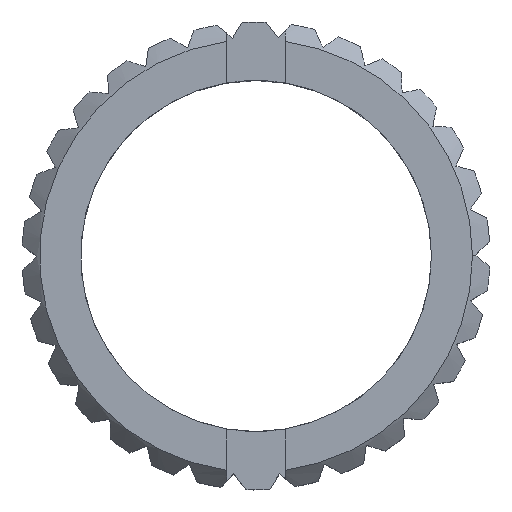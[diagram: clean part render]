
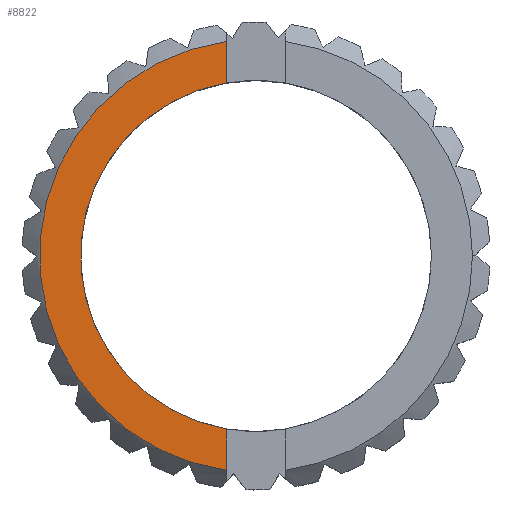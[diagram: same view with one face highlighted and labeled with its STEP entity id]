
A CAD part, top view. The second image highlights one B-rep face of the part: STEP entity #8822.
In plain terms, the highlighted planar face has unit normal (0, 0, 1).
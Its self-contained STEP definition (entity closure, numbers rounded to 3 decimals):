
#3951 = CONICAL_SURFACE('',#3952,4.,0.785);
#3952 = AXIS2_PLACEMENT_3D('',#3953,#3954,#3955);
#3953 = CARTESIAN_POINT('',(0.,0.,1.7));
#3954 = DIRECTION('',(-0.,-0.,-1.));
#3955 = DIRECTION('',(-0.125,0.992,0.));
#5092 = PLANE('',#5093);
#5093 = AXIS2_PLACEMENT_3D('',#5094,#5095,#5096);
#5094 = CARTESIAN_POINT('',(-0.5,-5.,2.));
#5095 = DIRECTION('',(1.,0.,0.));
#5096 = DIRECTION('',(0.,1.,0.));
#5828 = CYLINDRICAL_SURFACE('',#5829,3.);
#5829 = AXIS2_PLACEMENT_3D('',#5830,#5831,#5832);
#5830 = CARTESIAN_POINT('',(0.,0.,0.));
#5831 = DIRECTION('',(-0.,-0.,-1.));
#5832 = DIRECTION('',(1.,0.,0.));
#7125 = PLANE('',#7126);
#7126 = AXIS2_PLACEMENT_3D('',#7127,#7128,#7129);
#7127 = CARTESIAN_POINT('',(-0.5,-5.,2.));
#7128 = DIRECTION('',(1.,0.,0.));
#7129 = DIRECTION('',(0.,1.,0.));
#8387 = VERTEX_POINT('',#8388);
#8388 = CARTESIAN_POINT('',(-0.5,3.666,2.));
#8459 = VERTEX_POINT('',#8460);
#8460 = CARTESIAN_POINT('',(-0.5,-3.666,2.));
#8488 = EDGE_CURVE('',#8387,#8459,#8489,.T.);
#8489 = SURFACE_CURVE('',#8490,(#8495,#8502),.PCURVE_S1.);
#8490 = CIRCLE('',#8491,3.7);
#8491 = AXIS2_PLACEMENT_3D('',#8492,#8493,#8494);
#8492 = CARTESIAN_POINT('',(0.,0.,2.));
#8493 = DIRECTION('',(0.,0.,1.));
#8494 = DIRECTION('',(-0.125,0.992,0.));
#8495 = PCURVE('',#3951,#8496);
#8496 = DEFINITIONAL_REPRESENTATION('',(#8497),#8501);
#8497 = LINE('',#8498,#8499);
#8498 = CARTESIAN_POINT('',(-0.,-0.3));
#8499 = VECTOR('',#8500,1.);
#8500 = DIRECTION('',(-1.,-0.));
#8501 = ( GEOMETRIC_REPRESENTATION_CONTEXT(2) 
PARAMETRIC_REPRESENTATION_CONTEXT() REPRESENTATION_CONTEXT('2D SPACE',''
  ) );
#8502 = PCURVE('',#8503,#8508);
#8503 = PLANE('',#8504);
#8504 = AXIS2_PLACEMENT_3D('',#8505,#8506,#8507);
#8505 = CARTESIAN_POINT('',(0.,0.,2.));
#8506 = DIRECTION('',(0.,0.,1.));
#8507 = DIRECTION('',(1.,0.,0.));
#8508 = DEFINITIONAL_REPRESENTATION('',(#8509),#8513);
#8509 = CIRCLE('',#8510,3.7);
#8510 = AXIS2_PLACEMENT_2D('',#8511,#8512);
#8511 = CARTESIAN_POINT('',(0.,0.));
#8512 = DIRECTION('',(-0.125,0.992));
#8513 = ( GEOMETRIC_REPRESENTATION_CONTEXT(2) 
PARAMETRIC_REPRESENTATION_CONTEXT() REPRESENTATION_CONTEXT('2D SPACE',''
  ) );
#8573 = EDGE_CURVE('',#8574,#8387,#8576,.T.);
#8574 = VERTEX_POINT('',#8575);
#8575 = CARTESIAN_POINT('',(-0.5,2.958,2.));
#8576 = SURFACE_CURVE('',#8577,(#8581,#8588),.PCURVE_S1.);
#8577 = LINE('',#8578,#8579);
#8578 = CARTESIAN_POINT('',(-0.5,-5.,2.));
#8579 = VECTOR('',#8580,1.);
#8580 = DIRECTION('',(0.,1.,0.));
#8581 = PCURVE('',#5092,#8582);
#8582 = DEFINITIONAL_REPRESENTATION('',(#8583),#8587);
#8583 = LINE('',#8584,#8585);
#8584 = CARTESIAN_POINT('',(0.,0.));
#8585 = VECTOR('',#8586,1.);
#8586 = DIRECTION('',(1.,0.));
#8587 = ( GEOMETRIC_REPRESENTATION_CONTEXT(2) 
PARAMETRIC_REPRESENTATION_CONTEXT() REPRESENTATION_CONTEXT('2D SPACE',''
  ) );
#8588 = PCURVE('',#8503,#8589);
#8589 = DEFINITIONAL_REPRESENTATION('',(#8590),#8594);
#8590 = LINE('',#8591,#8592);
#8591 = CARTESIAN_POINT('',(-0.5,-5.));
#8592 = VECTOR('',#8593,1.);
#8593 = DIRECTION('',(0.,1.));
#8594 = ( GEOMETRIC_REPRESENTATION_CONTEXT(2) 
PARAMETRIC_REPRESENTATION_CONTEXT() REPRESENTATION_CONTEXT('2D SPACE',''
  ) );
#8646 = EDGE_CURVE('',#8574,#8647,#8649,.T.);
#8647 = VERTEX_POINT('',#8648);
#8648 = CARTESIAN_POINT('',(-0.5,-2.958,2.));
#8649 = SURFACE_CURVE('',#8650,(#8655,#8662),.PCURVE_S1.);
#8650 = CIRCLE('',#8651,3.);
#8651 = AXIS2_PLACEMENT_3D('',#8652,#8653,#8654);
#8652 = CARTESIAN_POINT('',(0.,0.,2.));
#8653 = DIRECTION('',(0.,0.,1.));
#8654 = DIRECTION('',(1.,0.,0.));
#8655 = PCURVE('',#5828,#8656);
#8656 = DEFINITIONAL_REPRESENTATION('',(#8657),#8661);
#8657 = LINE('',#8658,#8659);
#8658 = CARTESIAN_POINT('',(-0.,-2.));
#8659 = VECTOR('',#8660,1.);
#8660 = DIRECTION('',(-1.,0.));
#8661 = ( GEOMETRIC_REPRESENTATION_CONTEXT(2) 
PARAMETRIC_REPRESENTATION_CONTEXT() REPRESENTATION_CONTEXT('2D SPACE',''
  ) );
#8662 = PCURVE('',#8503,#8663);
#8663 = DEFINITIONAL_REPRESENTATION('',(#8664),#8668);
#8664 = CIRCLE('',#8665,3.);
#8665 = AXIS2_PLACEMENT_2D('',#8666,#8667);
#8666 = CARTESIAN_POINT('',(0.,0.));
#8667 = DIRECTION('',(1.,0.));
#8668 = ( GEOMETRIC_REPRESENTATION_CONTEXT(2) 
PARAMETRIC_REPRESENTATION_CONTEXT() REPRESENTATION_CONTEXT('2D SPACE',''
  ) );
#8798 = EDGE_CURVE('',#8459,#8647,#8799,.T.);
#8799 = SURFACE_CURVE('',#8800,(#8804,#8811),.PCURVE_S1.);
#8800 = LINE('',#8801,#8802);
#8801 = CARTESIAN_POINT('',(-0.5,-5.,2.));
#8802 = VECTOR('',#8803,1.);
#8803 = DIRECTION('',(0.,1.,0.));
#8804 = PCURVE('',#7125,#8805);
#8805 = DEFINITIONAL_REPRESENTATION('',(#8806),#8810);
#8806 = LINE('',#8807,#8808);
#8807 = CARTESIAN_POINT('',(0.,0.));
#8808 = VECTOR('',#8809,1.);
#8809 = DIRECTION('',(1.,0.));
#8810 = ( GEOMETRIC_REPRESENTATION_CONTEXT(2) 
PARAMETRIC_REPRESENTATION_CONTEXT() REPRESENTATION_CONTEXT('2D SPACE',''
  ) );
#8811 = PCURVE('',#8503,#8812);
#8812 = DEFINITIONAL_REPRESENTATION('',(#8813),#8817);
#8813 = LINE('',#8814,#8815);
#8814 = CARTESIAN_POINT('',(-0.5,-5.));
#8815 = VECTOR('',#8816,1.);
#8816 = DIRECTION('',(0.,1.));
#8817 = ( GEOMETRIC_REPRESENTATION_CONTEXT(2) 
PARAMETRIC_REPRESENTATION_CONTEXT() REPRESENTATION_CONTEXT('2D SPACE',''
  ) );
#8822 = ADVANCED_FACE('',(#8823),#8503,.T.);
#8823 = FACE_BOUND('',#8824,.T.);
#8824 = EDGE_LOOP('',(#8825,#8826,#8827,#8828));
#8825 = ORIENTED_EDGE('',*,*,#8573,.T.);
#8826 = ORIENTED_EDGE('',*,*,#8488,.T.);
#8827 = ORIENTED_EDGE('',*,*,#8798,.T.);
#8828 = ORIENTED_EDGE('',*,*,#8646,.F.);
